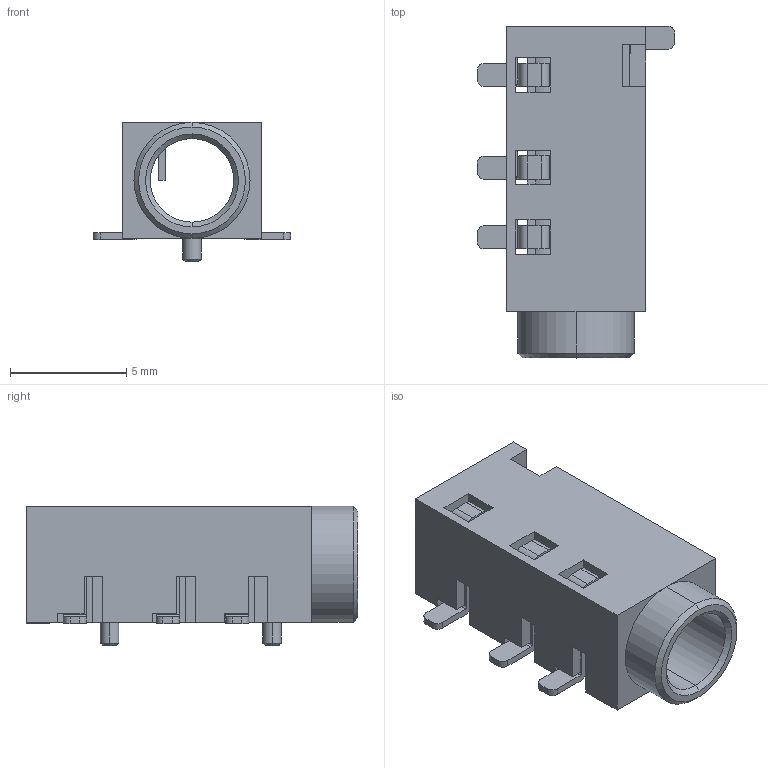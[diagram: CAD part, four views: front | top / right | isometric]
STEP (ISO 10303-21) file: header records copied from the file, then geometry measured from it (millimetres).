
FILE_DESCRIPTION (( 'STEP AP214' ), '1' );
FILE_NAME ('AUDIO-SMD_HANELECTRICITY_PJ-320D.STEP', '2024-08-24T03:44:48', ( '' ), ( '' ), 'SwSTEP 2.0', 'SolidWorks 2020', '' );
FILE_SCHEMA (( 'AUTOMOTIVE_DESIGN' ));
Length unit declared in the file: millimetre
Products named in the file (1): AUDIO-SMD_HANELECTRICITY_PJ-320D
Bounding box: 8.5 x 14.3 x 6 mm (x, y, z)
Volume: 243.8 mm3; surface area: 653.6 mm2
Topology: 5 solids, 5 shells, 374 faces, 1038 edges, 687 vertices
Faces by surface type: plane 232, bspline 98, cylinder 36, cone 8
Entity records: 16596 total; most frequent: CARTESIAN_POINT 3406, ORIENTED_EDGE 2076, DIRECTION 1478, EDGE_CURVE 1038, LINE 752, VECTOR 752, VERTEX_POINT 687, EDGE_LOOP 403
